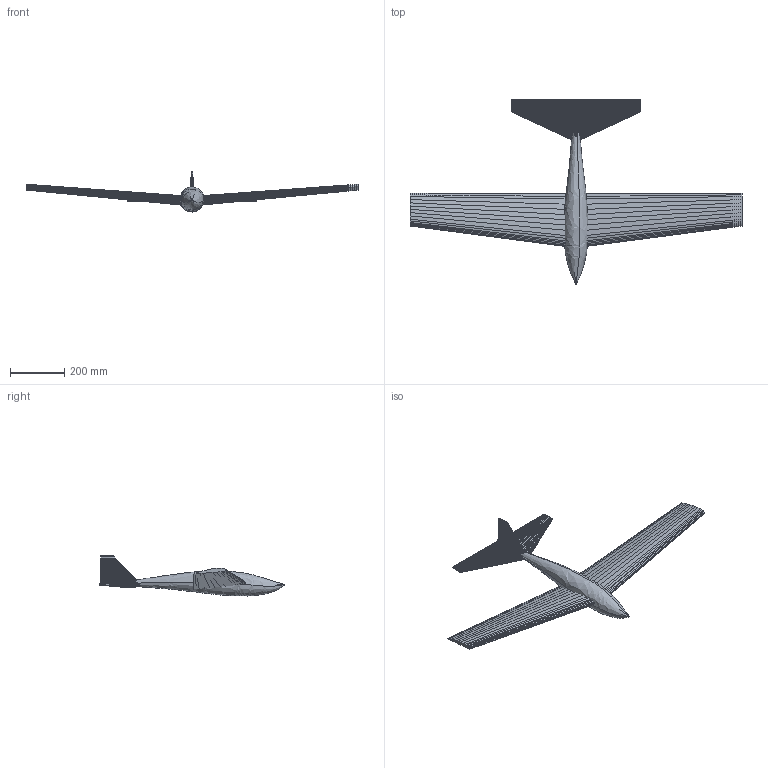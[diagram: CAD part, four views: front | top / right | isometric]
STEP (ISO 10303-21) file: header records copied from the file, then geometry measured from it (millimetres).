
FILE_DESCRIPTION(('CATIA V5 STEP Exchange'),'2;1');
FILE_NAME('microfinaldesign.stp','2022-06-03T04:19:09+00:00',('none'),('none'),'CATIA Version 5 Release 21 GA (IN-10)','CATIA V5 STEP AP203','none');
FILE_SCHEMA(('CONFIG_CONTROL_DESIGN'));
Length unit declared in the file: millimetre
Products named in the file (1): Product1
Assembly tree (4 placements, depth 2):
  Product1
    #58
    #7568
    #9615
    #11643
Bounding box: 1224.23 x 685.8 x 147.7 mm (x, y, z)
Volume: 5020566.5 mm3; surface area: 647233 mm2
Topology: 4 solids, 4 shells, 469 faces, 1219 edges, 758 vertices
Faces by surface type: plane 462, bspline 7
Entity records: 15957 total; most frequent: CARTESIAN_POINT 4526, ORIENTED_EDGE 2438, DIRECTION 2138, EDGE_CURVE 1219, VECTOR 1198, LINE 1198, VERTEX_POINT 758, AXIS2_PLACEMENT_3D 470
